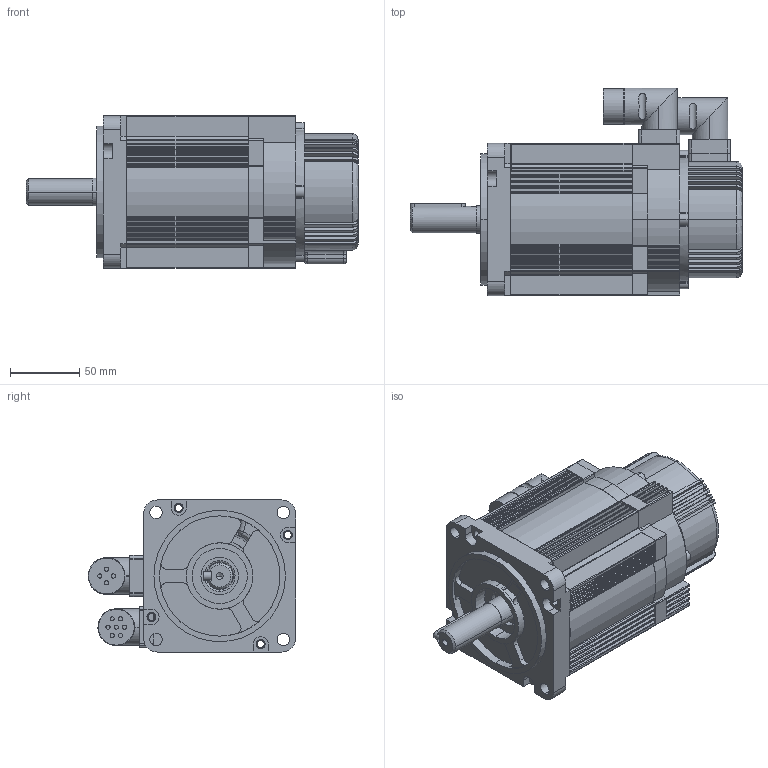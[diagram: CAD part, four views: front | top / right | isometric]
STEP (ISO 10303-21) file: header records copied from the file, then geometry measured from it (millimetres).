
FILE_DESCRIPTION (( 'STEP AP203' ), '1' );
FILE_NAME ('110JASM516220K-M23B-T郔陔芞.STEP', '2019-09-27T07:27:26', ( 'USER-' ), ( 'MS' ), 'SwSTEP 2.0', 'SolidWorks 2015', '' );
FILE_SCHEMA (( 'CONFIG_CONTROL_DESIGN' ));
Length unit declared in the file: millimetre
Products named in the file (12): 儂褲_1; 6X40瑩; ヶ傷裔_1; 110JASM516220K-M23B-T郔陔芞; 隅赽沺郋_1; deep groove ball bearings gb_Rolling bearings 6304 GB 276-94_1; 蛌赽_1; deep groove ball bearings gb_Rolling bearings 6204 GB 276-94_1; 悵誘欶_1; 130LDD-雄薯盄萇蟀諉ん_1; 綴傷裔_1; 130LDD-晤鎢ん盄萇蟀諉ん_1
Assembly tree (11 placements, depth 2):
  110JASM516220K-M23B-T郔陔芞
    綴傷裔_1
    儂褲_1
    ヶ傷裔_1
    隅赽沺郋_1
    deep groove ball bearings gb_Rolling bearings 6304 GB 276-94_1
    蛌赽_1
    deep groove ball bearings gb_Rolling bearings 6204 GB 276-94_1
    悵誘欶_1
    130LDD-雄薯盄萇蟀諉ん_1
    130LDD-晤鎢ん盄萇蟀諉ん_1
    6X40瑩
Bounding box: 240 x 150 x 110 mm (x, y, z)
Volume: 1165419.5 mm3; surface area: 380740.5 mm2
Topology: 11 solids, 11 shells, 1466 faces, 4155 edges, 2675 vertices
Faces by surface type: cylinder 638, plane 496, bspline 313, cone 19
Entity records: 57951 total; most frequent: CARTESIAN_POINT 19846, ORIENTED_EDGE 8214, DIRECTION 7381, EDGE_CURVE 4107, AXIS2_PLACEMENT_3D 2815, VERTEX_POINT 2675, VECTOR 1751, LINE 1751
